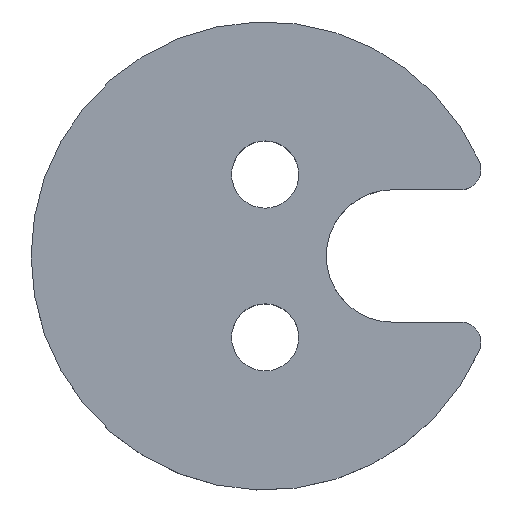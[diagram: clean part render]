
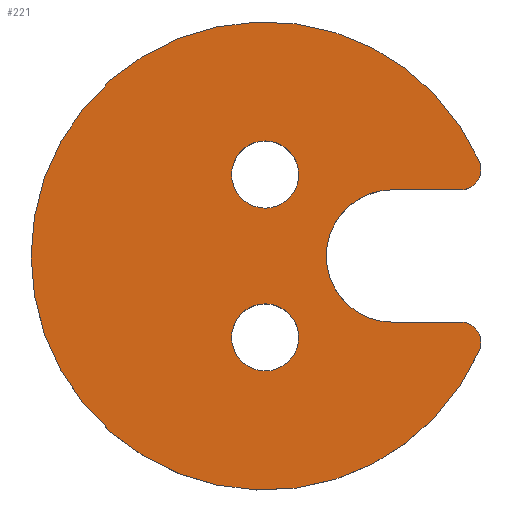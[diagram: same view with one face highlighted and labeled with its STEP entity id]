
A CAD part, top view. The second image highlights one B-rep face of the part: STEP entity #221.
In plain terms, the highlighted planar face has unit normal (0, 0, 1).
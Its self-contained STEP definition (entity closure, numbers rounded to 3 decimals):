
#23=PLANE('',#261);
#25=CIRCLE('',#238,11.5);
#32=CIRCLE('',#247,1.65);
#34=CIRCLE('',#250,1.65);
#36=CIRCLE('',#255,3.25);
#38=CIRCLE('',#258,1.);
#39=CIRCLE('',#260,1.);
#81=ORIENTED_EDGE('',*,*,#108,.T.);
#82=ORIENTED_EDGE('',*,*,#110,.T.);
#83=ORIENTED_EDGE('',*,*,#122,.T.);
#84=ORIENTED_EDGE('',*,*,#98,.F.);
#85=ORIENTED_EDGE('',*,*,#123,.T.);
#86=ORIENTED_EDGE('',*,*,#115,.T.);
#87=ORIENTED_EDGE('',*,*,#119,.T.);
#88=ORIENTED_EDGE('',*,*,#112,.T.);
#98=EDGE_CURVE('',#126,#127,#25,.T.);
#108=EDGE_CURVE('',#135,#135,#32,.T.);
#110=EDGE_CURVE('',#137,#137,#34,.T.);
#112=EDGE_CURVE('',#139,#140,#149,.T.);
#115=EDGE_CURVE('',#141,#142,#152,.T.);
#119=EDGE_CURVE('',#142,#139,#36,.T.);
#122=EDGE_CURVE('',#140,#127,#38,.F.);
#123=EDGE_CURVE('',#126,#141,#39,.F.);
#126=VERTEX_POINT('',#339);
#127=VERTEX_POINT('',#341);
#135=VERTEX_POINT('',#361);
#137=VERTEX_POINT('',#366);
#139=VERTEX_POINT('',#371);
#140=VERTEX_POINT('',#372);
#141=VERTEX_POINT('',#377);
#142=VERTEX_POINT('',#378);
#149=LINE('',#370,#161);
#152=LINE('',#376,#164);
#161=VECTOR('',#303,1000.);
#164=VECTOR('',#308,1000.);
#180=EDGE_LOOP('',(#81));
#181=EDGE_LOOP('',(#82));
#182=EDGE_LOOP('',(#83,#84,#85,#86,#87,#88));
#198=FACE_BOUND('',#180,.T.);
#199=FACE_BOUND('',#181,.T.);
#200=FACE_BOUND('',#182,.T.);
#221=ADVANCED_FACE('',(#198,#199,#200),#23,.F.);
#238=AXIS2_PLACEMENT_3D('',#340,#270,#271);
#247=AXIS2_PLACEMENT_3D('',#360,#291,#292);
#250=AXIS2_PLACEMENT_3D('',#365,#297,#298);
#255=AXIS2_PLACEMENT_3D('',#384,#314,#315);
#258=AXIS2_PLACEMENT_3D('',#389,#321,#322);
#260=AXIS2_PLACEMENT_3D('',#391,#325,#326);
#261=AXIS2_PLACEMENT_3D('',#392,#327,#328);
#270=DIRECTION('',(0.,0.,-1.));
#271=DIRECTION('',(1.,0.,0.));
#291=DIRECTION('',(0.,0.,-1.));
#292=DIRECTION('',(-1.,0.,0.));
#297=DIRECTION('',(0.,0.,-1.));
#298=DIRECTION('',(-1.,0.,0.));
#303=DIRECTION('',(1.,0.,0.));
#308=DIRECTION('',(-1.,0.,0.));
#314=DIRECTION('',(0.,0.,-1.));
#315=DIRECTION('',(-1.,0.,0.));
#321=DIRECTION('',(0.,0.,-1.));
#322=DIRECTION('',(-1.,0.,0.));
#325=DIRECTION('',(0.,0.,-1.));
#326=DIRECTION('',(-1.,0.,0.));
#327=DIRECTION('',(0.,0.,-1.));
#328=DIRECTION('',(-1.,0.,0.));
#339=CARTESIAN_POINT('',(10.516,-4.655,5.35));
#340=CARTESIAN_POINT('',(0.,0.,5.35));
#341=CARTESIAN_POINT('',(10.516,4.655,5.35));
#360=CARTESIAN_POINT('',(0.,-4.,5.35));
#361=CARTESIAN_POINT('',(-1.65,-4.,5.35));
#365=CARTESIAN_POINT('',(0.,4.,5.35));
#366=CARTESIAN_POINT('',(-1.65,4.,5.35));
#370=CARTESIAN_POINT('',(6.25,3.25,5.35));
#371=CARTESIAN_POINT('',(6.25,3.25,5.35));
#372=CARTESIAN_POINT('',(9.601,3.25,5.35));
#376=CARTESIAN_POINT('',(29.828,-3.25,5.35));
#377=CARTESIAN_POINT('',(9.601,-3.25,5.35));
#378=CARTESIAN_POINT('',(6.25,-3.25,5.35));
#384=CARTESIAN_POINT('',(6.25,0.,5.35));
#389=CARTESIAN_POINT('',(9.601,4.25,5.35));
#391=CARTESIAN_POINT('',(9.601,-4.25,5.35));
#392=CARTESIAN_POINT('',(0.,0.,5.35));
